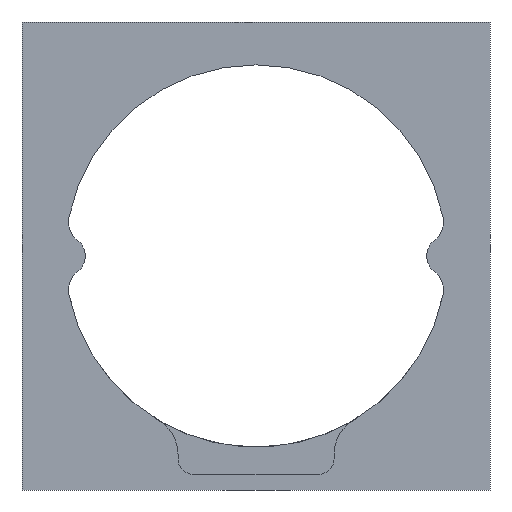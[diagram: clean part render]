
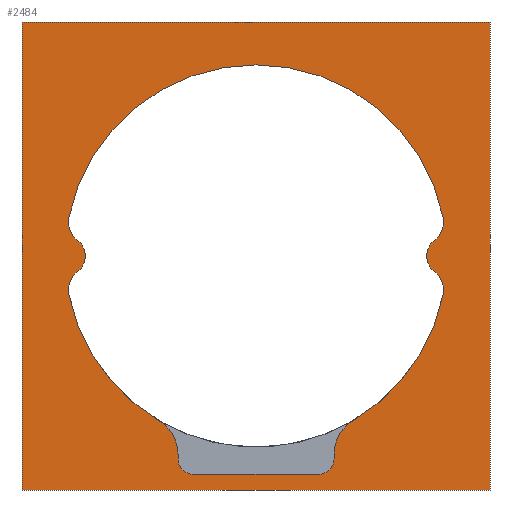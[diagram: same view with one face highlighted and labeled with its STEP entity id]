
A CAD part, front view. The second image highlights one B-rep face of the part: STEP entity #2484.
In plain terms, the highlighted planar face has unit normal (0, -1, 0).
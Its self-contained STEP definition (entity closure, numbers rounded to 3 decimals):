
#21=FACE_BOUND('',#364,.T.);
#31=PLANE('',#2652);
#57=CIRCLE('',#2632,2.);
#59=CIRCLE('',#2636,2.);
#60=CIRCLE('',#2639,5.);
#62=CIRCLE('',#2642,5.);
#64=CIRCLE('',#2645,24.5);
#66=CIRCLE('',#2647,24.5);
#68=CIRCLE('',#2653,3.);
#69=CIRCLE('',#2654,2.5);
#70=CIRCLE('',#2655,3.);
#71=CIRCLE('',#2656,24.5);
#72=CIRCLE('',#2657,3.);
#73=CIRCLE('',#2658,2.5);
#74=CIRCLE('',#2659,3.);
#218=FACE_OUTER_BOUND('',#363,.T.);
#363=EDGE_LOOP('',(#2083,#2084,#2085,#2086));
#364=EDGE_LOOP('',(#2087,#2088,#2089,#2090,#2091,#2092,#2093,#2094,#2095,
#2096,#2097,#2098,#2099,#2100,#2101,#2102));
#676=LINE('',#9067,#821);
#682=LINE('',#9082,#827);
#689=LINE('',#9113,#834);
#690=LINE('',#9117,#835);
#691=LINE('',#9119,#836);
#692=LINE('',#9121,#837);
#693=LINE('',#9122,#838);
#821=VECTOR('',#3064,10.);
#827=VECTOR('',#3078,10.);
#834=VECTOR('',#3113,10.);
#835=VECTOR('',#3116,10.);
#836=VECTOR('',#3117,10.);
#837=VECTOR('',#3118,10.);
#838=VECTOR('',#3119,10.);
#1049=VERTEX_POINT('',#9060);
#1050=VERTEX_POINT('',#9062);
#1051=VERTEX_POINT('',#9066);
#1055=VERTEX_POINT('',#9075);
#1056=VERTEX_POINT('',#9077);
#1057=VERTEX_POINT('',#9084);
#1059=VERTEX_POINT('',#9090);
#1060=VERTEX_POINT('',#9091);
#1063=VERTEX_POINT('',#9099);
#1066=VERTEX_POINT('',#9105);
#1067=VERTEX_POINT('',#9115);
#1068=VERTEX_POINT('',#9116);
#1069=VERTEX_POINT('',#9118);
#1070=VERTEX_POINT('',#9120);
#1071=VERTEX_POINT('',#9123);
#1072=VERTEX_POINT('',#9125);
#1073=VERTEX_POINT('',#9127);
#1074=VERTEX_POINT('',#9129);
#1075=VERTEX_POINT('',#9131);
#1076=VERTEX_POINT('',#9133);
#1399=EDGE_CURVE('',#1049,#1050,#57,.T.);
#1401=EDGE_CURVE('',#1051,#1050,#676,.T.);
#1406=EDGE_CURVE('',#1055,#1056,#59,.T.);
#1409=EDGE_CURVE('',#1049,#1056,#682,.T.);
#1410=EDGE_CURVE('',#1051,#1057,#60,.T.);
#1413=EDGE_CURVE('',#1059,#1060,#62,.T.);
#1417=EDGE_CURVE('',#1063,#1057,#64,.T.);
#1421=EDGE_CURVE('',#1059,#1066,#66,.T.);
#1424=EDGE_CURVE('',#1055,#1060,#689,.T.);
#1425=EDGE_CURVE('',#1067,#1068,#690,.T.);
#1426=EDGE_CURVE('',#1068,#1069,#691,.T.);
#1427=EDGE_CURVE('',#1069,#1070,#692,.T.);
#1428=EDGE_CURVE('',#1070,#1067,#693,.T.);
#1429=EDGE_CURVE('',#1066,#1071,#68,.T.);
#1430=EDGE_CURVE('',#1071,#1072,#69,.T.);
#1431=EDGE_CURVE('',#1072,#1073,#70,.T.);
#1432=EDGE_CURVE('',#1073,#1074,#71,.T.);
#1433=EDGE_CURVE('',#1074,#1075,#72,.T.);
#1434=EDGE_CURVE('',#1075,#1076,#73,.T.);
#1435=EDGE_CURVE('',#1076,#1063,#74,.T.);
#2083=ORIENTED_EDGE('',*,*,#1425,.T.);
#2084=ORIENTED_EDGE('',*,*,#1426,.T.);
#2085=ORIENTED_EDGE('',*,*,#1427,.T.);
#2086=ORIENTED_EDGE('',*,*,#1428,.T.);
#2087=ORIENTED_EDGE('',*,*,#1410,.F.);
#2088=ORIENTED_EDGE('',*,*,#1401,.T.);
#2089=ORIENTED_EDGE('',*,*,#1399,.F.);
#2090=ORIENTED_EDGE('',*,*,#1409,.T.);
#2091=ORIENTED_EDGE('',*,*,#1406,.F.);
#2092=ORIENTED_EDGE('',*,*,#1424,.T.);
#2093=ORIENTED_EDGE('',*,*,#1413,.F.);
#2094=ORIENTED_EDGE('',*,*,#1421,.T.);
#2095=ORIENTED_EDGE('',*,*,#1429,.T.);
#2096=ORIENTED_EDGE('',*,*,#1430,.T.);
#2097=ORIENTED_EDGE('',*,*,#1431,.T.);
#2098=ORIENTED_EDGE('',*,*,#1432,.T.);
#2099=ORIENTED_EDGE('',*,*,#1433,.T.);
#2100=ORIENTED_EDGE('',*,*,#1434,.T.);
#2101=ORIENTED_EDGE('',*,*,#1435,.T.);
#2102=ORIENTED_EDGE('',*,*,#1417,.T.);
#2484=ADVANCED_FACE('',(#218,#21),#31,.T.);
#2632=AXIS2_PLACEMENT_3D('',#9063,#3059,#3060);
#2636=AXIS2_PLACEMENT_3D('',#9078,#3072,#3073);
#2639=AXIS2_PLACEMENT_3D('',#9085,#3081,#3082);
#2642=AXIS2_PLACEMENT_3D('',#9092,#3088,#3089);
#2645=AXIS2_PLACEMENT_3D('',#9100,#3096,#3097);
#2647=AXIS2_PLACEMENT_3D('',#9107,#3102,#3103);
#2652=AXIS2_PLACEMENT_3D('',#9114,#3114,#3115);
#2653=AXIS2_PLACEMENT_3D('',#9124,#3120,#3121);
#2654=AXIS2_PLACEMENT_3D('',#9126,#3122,#3123);
#2655=AXIS2_PLACEMENT_3D('',#9128,#3124,#3125);
#2656=AXIS2_PLACEMENT_3D('',#9130,#3126,#3127);
#2657=AXIS2_PLACEMENT_3D('',#9132,#3128,#3129);
#2658=AXIS2_PLACEMENT_3D('',#9134,#3130,#3131);
#2659=AXIS2_PLACEMENT_3D('',#9135,#3132,#3133);
#3059=DIRECTION('center_axis',(0.,-1.,0.));
#3060=DIRECTION('ref_axis',(0.707,0.,-0.707));
#3064=DIRECTION('',(0.,0.,-1.));
#3072=DIRECTION('center_axis',(0.,-1.,0.));
#3073=DIRECTION('ref_axis',(-0.707,0.,-0.707));
#3078=DIRECTION('',(-1.,0.,0.));
#3081=DIRECTION('center_axis',(0.,1.,0.));
#3082=DIRECTION('ref_axis',(-0.868,0.,0.496));
#3088=DIRECTION('center_axis',(0.,1.,0.));
#3089=DIRECTION('ref_axis',(0.868,0.,0.496));
#3096=DIRECTION('center_axis',(0.,1.,0.));
#3097=DIRECTION('ref_axis',(-0.979,0.,-0.204));
#3102=DIRECTION('center_axis',(0.,1.,0.));
#3103=DIRECTION('ref_axis',(-0.979,0.,-0.204));
#3113=DIRECTION('',(0.,0.,1.));
#3114=DIRECTION('center_axis',(0.,-1.,0.));
#3115=DIRECTION('ref_axis',(1.,0.,0.));
#3116=DIRECTION('',(-1.,0.,0.));
#3117=DIRECTION('',(0.,0.,-1.));
#3118=DIRECTION('',(1.,0.,0.));
#3119=DIRECTION('',(0.,0.,1.));
#3120=DIRECTION('center_axis',(0.,1.,0.));
#3121=DIRECTION('ref_axis',(-0.605,0.,0.796));
#3122=DIRECTION('center_axis',(0.,-1.,0.));
#3123=DIRECTION('ref_axis',(0.605,0.,-0.796));
#3124=DIRECTION('center_axis',(0.,1.,0.));
#3125=DIRECTION('ref_axis',(-0.979,0.,0.204));
#3126=DIRECTION('center_axis',(0.,1.,0.));
#3127=DIRECTION('ref_axis',(0.979,0.,0.204));
#3128=DIRECTION('center_axis',(0.,1.,0.));
#3129=DIRECTION('ref_axis',(0.605,0.,-0.796));
#3130=DIRECTION('center_axis',(0.,-1.,0.));
#3131=DIRECTION('ref_axis',(-0.605,0.,0.796));
#3132=DIRECTION('center_axis',(0.,1.,0.));
#3133=DIRECTION('ref_axis',(0.979,0.,-0.204));
#9060=CARTESIAN_POINT('',(8.,-23.4,-28.));
#9062=CARTESIAN_POINT('',(10.,-23.4,-26.));
#9063=CARTESIAN_POINT('Origin',(8.,-23.4,-26.));
#9066=CARTESIAN_POINT('',(10.,-23.4,-25.402));
#9067=CARTESIAN_POINT('',(10.,-23.4,-14.308));
#9075=CARTESIAN_POINT('',(-10.,-23.4,-26.));
#9077=CARTESIAN_POINT('',(-8.,-23.4,-28.));
#9078=CARTESIAN_POINT('Origin',(-8.,-23.4,-26.));
#9082=CARTESIAN_POINT('',(10.,-23.4,-28.));
#9084=CARTESIAN_POINT('',(12.458,-23.4,-21.096));
#9085=CARTESIAN_POINT('Origin',(15.,-23.4,-25.402));
#9090=CARTESIAN_POINT('',(-12.458,-23.4,-21.096));
#9091=CARTESIAN_POINT('',(-10.,-23.4,-25.402));
#9092=CARTESIAN_POINT('Origin',(-15.,-23.4,-25.402));
#9099=CARTESIAN_POINT('',(23.986,-23.4,-4.992));
#9100=CARTESIAN_POINT('Origin',(0.,-23.4,0.));
#9105=CARTESIAN_POINT('',(-23.986,-23.4,-4.992));
#9107=CARTESIAN_POINT('Origin',(0.,-23.4,0.));
#9113=CARTESIAN_POINT('',(-10.,-23.4,-28.));
#9114=CARTESIAN_POINT('Origin',(0.,-23.4,0.));
#9115=CARTESIAN_POINT('',(30.,-23.4,30.));
#9116=CARTESIAN_POINT('',(-30.,-23.4,30.));
#9117=CARTESIAN_POINT('',(30.,-23.4,30.));
#9118=CARTESIAN_POINT('',(-30.,-23.4,-30.));
#9119=CARTESIAN_POINT('',(-30.,-23.4,30.));
#9120=CARTESIAN_POINT('',(30.,-23.4,-30.));
#9121=CARTESIAN_POINT('',(-30.,-23.4,-30.));
#9122=CARTESIAN_POINT('',(30.,-23.4,-30.));
#9123=CARTESIAN_POINT('',(-22.863,-23.4,-1.991));
#9124=CARTESIAN_POINT('Origin',(-21.049,-23.4,-4.38));
#9125=CARTESIAN_POINT('',(-22.863,-23.4,1.991));
#9126=CARTESIAN_POINT('Origin',(-24.375,-23.4,0.));
#9127=CARTESIAN_POINT('',(-23.986,-23.4,4.992));
#9128=CARTESIAN_POINT('Origin',(-21.049,-23.4,4.38));
#9129=CARTESIAN_POINT('',(23.986,-23.4,4.992));
#9130=CARTESIAN_POINT('Origin',(0.,-23.4,0.));
#9131=CARTESIAN_POINT('',(22.863,-23.4,1.991));
#9132=CARTESIAN_POINT('Origin',(21.049,-23.4,4.381));
#9133=CARTESIAN_POINT('',(22.863,-23.4,-1.991));
#9134=CARTESIAN_POINT('Origin',(24.375,-23.4,0.));
#9135=CARTESIAN_POINT('Origin',(21.049,-23.4,-4.381));
